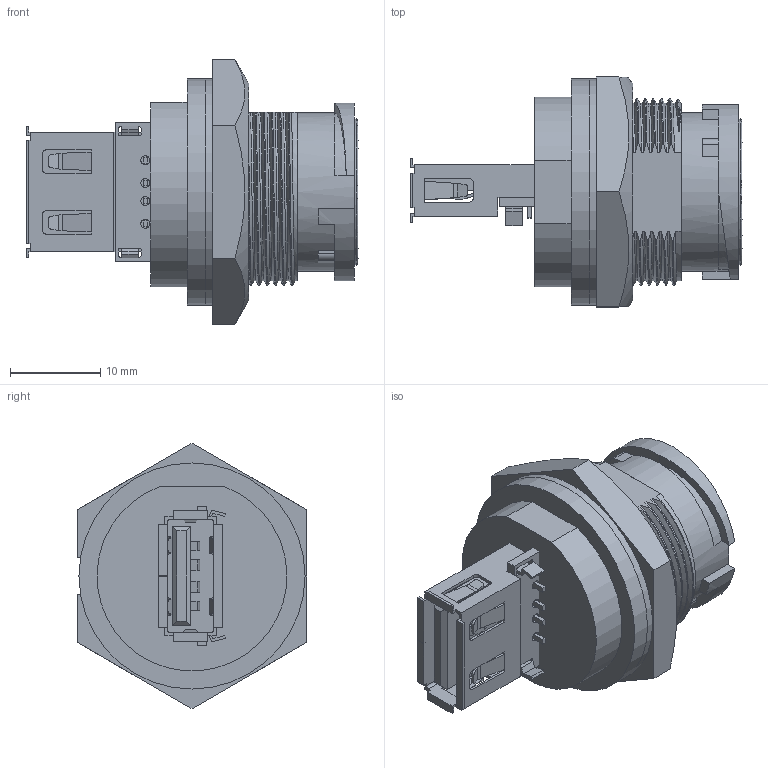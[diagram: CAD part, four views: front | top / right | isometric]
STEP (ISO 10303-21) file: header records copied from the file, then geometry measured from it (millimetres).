
FILE_DESCRIPTION (( 'STEP AP214' ), '1' );
FILE_NAME ('U2C00003.STEP', '2018-04-12T16:44:57', ( '' ), ( '' ), 'SwSTEP 2.0', 'SolidWorks 2017', '' );
FILE_SCHEMA (( 'AUTOMOTIVE_DESIGN' ));
Length unit declared in the file: millimetre
Products named in the file (1): U2C00003
Bounding box: 36.7 x 25.4 x 29.33 mm (x, y, z)
Volume: 7894.4 mm3; surface area: 9226.6 mm2
Topology: 7 solids, 7 shells, 761 faces, 2050 edges, 1315 vertices
Faces by surface type: plane 555, cylinder 135, bspline 68, cone 3
Full cylindrical faces by diameter (mm): 1 x8, 15.4 x1, 16.2 x1, 17.5 x1, 20.2 x1, 25 x2
Entity records: 46302 total; most frequent: CARTESIAN_POINT 19364, ORIENTED_EDGE 4034, DIRECTION 3399, EDGE_CURVE 2017, LINE 1567, VECTOR 1567, VERTEX_POINT 1306, AXIS2_PLACEMENT_3D 916
